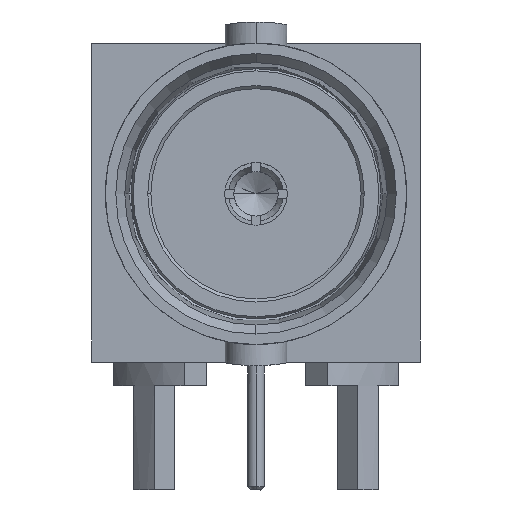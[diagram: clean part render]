
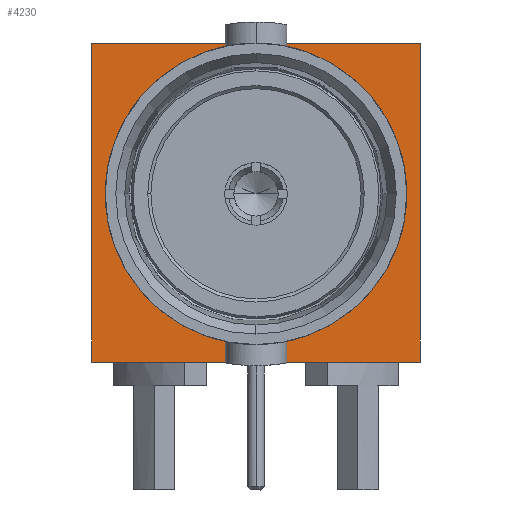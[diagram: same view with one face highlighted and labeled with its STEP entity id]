
A CAD part, left-side view. The second image highlights one B-rep face of the part: STEP entity #4230.
In plain terms, the highlighted planar face has unit normal (-1, 0, 0).
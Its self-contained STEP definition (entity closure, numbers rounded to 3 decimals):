
#82 = LINE ( 'NONE', #5184, #5894 ) ;
#146 = AXIS2_PLACEMENT_3D ( 'NONE', #5719, #3604, #3141 ) ;
#158 = VERTEX_POINT ( 'NONE', #4432 ) ;
#219 = EDGE_CURVE ( 'NONE', #158, #4923, #1529, .T. ) ;
#292 = CARTESIAN_POINT ( 'NONE',  ( 22.63, 9.32, -10.645 ) ) ;
#305 = DIRECTION ( 'NONE',  ( 0., 0., 1. ) ) ;
#513 = VERTEX_POINT ( 'NONE', #692 ) ;
#630 = AXIS2_PLACEMENT_3D ( 'NONE', #4949, #6162, #6716 ) ;
#692 = CARTESIAN_POINT ( 'NONE',  ( 22.63, 9.32, -0.435 ) ) ;
#768 = CARTESIAN_POINT ( 'NONE',  ( 22.63, 4.06, -10.645 ) ) ;
#811 = ORIENTED_EDGE ( 'NONE', *, *, #4454, .F. ) ;
#1157 = ORIENTED_EDGE ( 'NONE', *, *, #1793, .T. ) ;
#1162 = CARTESIAN_POINT ( 'NONE',  ( 22.63, -1.2, -5.489 ) ) ;
#1178 = CIRCLE ( 'NONE', #146, 4.825 ) ;
#1229 = EDGE_LOOP ( 'NONE', ( #1796, #3873, #3132, #811, #1157, #6054, #2540 ) ) ;
#1529 = LINE ( 'NONE', #1162, #3662 ) ;
#1535 = LINE ( 'NONE', #768, #3429 ) ;
#1776 = DIRECTION ( 'NONE',  ( 0., -1., 0. ) ) ;
#1793 = EDGE_CURVE ( 'NONE', #6586, #513, #5236, .T. ) ;
#1796 = ORIENTED_EDGE ( 'NONE', *, *, #219, .T. ) ;
#1907 = EDGE_CURVE ( 'NONE', #513, #6590, #5718, .T. ) ;
#1911 = CARTESIAN_POINT ( 'NONE',  ( 22.63, 4.06, -10.085 ) ) ;
#1999 = EDGE_CURVE ( 'NONE', #6590, #158, #1535, .T. ) ;
#2099 = VECTOR ( 'NONE', #2784, 1000. ) ;
#2107 = CARTESIAN_POINT ( 'NONE',  ( 22.63, -1.2, -0.435 ) ) ;
#2163 = DIRECTION ( 'NONE',  ( 0., 0., 1. ) ) ;
#2298 = CARTESIAN_POINT ( 'NONE',  ( 22.63, 9.32, -5.489 ) ) ;
#2540 = ORIENTED_EDGE ( 'NONE', *, *, #1999, .T. ) ;
#2633 = VERTEX_POINT ( 'NONE', #1911 ) ;
#2634 = EDGE_CURVE ( 'NONE', #2633, #6586, #6707, .T. ) ;
#2761 = VECTOR ( 'NONE', #5968, 1000. ) ;
#2784 = DIRECTION ( 'NONE',  ( 0., 1., 0. ) ) ;
#3132 = ORIENTED_EDGE ( 'NONE', *, *, #2634, .F. ) ;
#3141 = DIRECTION ( 'NONE',  ( 0., 0., 1. ) ) ;
#3176 = AXIS2_PLACEMENT_3D ( 'NONE', #3443, #6598, #305 ) ;
#3304 = CARTESIAN_POINT ( 'NONE',  ( 22.63, 4.06, -0.435 ) ) ;
#3331 = EDGE_CURVE ( 'NONE', #4923, #6586, #82, .T. ) ;
#3429 = VECTOR ( 'NONE', #1776, 1000. ) ;
#3443 = CARTESIAN_POINT ( 'NONE',  ( 22.63, 4.06, -5.26 ) ) ;
#3604 = DIRECTION ( 'NONE',  ( -1., 0., 0. ) ) ;
#3631 = DIRECTION ( 'NONE',  ( 0., 1., 0. ) ) ;
#3662 = VECTOR ( 'NONE', #2163, 1000. ) ;
#3873 = ORIENTED_EDGE ( 'NONE', *, *, #3331, .T. ) ;
#4230 = ADVANCED_FACE ( 'NONE', ( #6194 ), #4924, .T. ) ;
#4432 = CARTESIAN_POINT ( 'NONE',  ( 22.63, -1.2, -10.645 ) ) ;
#4454 = EDGE_CURVE ( 'NONE', #6586, #2633, #1178, .T. ) ;
#4923 = VERTEX_POINT ( 'NONE', #2107 ) ;
#4924 = PLANE ( 'NONE',  #630 ) ;
#4949 = CARTESIAN_POINT ( 'NONE',  ( 22.63, -1.2, -10.645 ) ) ;
#5184 = CARTESIAN_POINT ( 'NONE',  ( 22.63, 4.06, -0.435 ) ) ;
#5236 = LINE ( 'NONE', #3304, #2099 ) ;
#5718 = LINE ( 'NONE', #2298, #2761 ) ;
#5719 = CARTESIAN_POINT ( 'NONE',  ( 22.63, 4.06, -5.26 ) ) ;
#5894 = VECTOR ( 'NONE', #3631, 1000. ) ;
#5968 = DIRECTION ( 'NONE',  ( 0., 0., -1. ) ) ;
#6054 = ORIENTED_EDGE ( 'NONE', *, *, #1907, .T. ) ;
#6077 = CARTESIAN_POINT ( 'NONE',  ( 22.63, 4.06, -0.435 ) ) ;
#6162 = DIRECTION ( 'NONE',  ( -1., 0., 0. ) ) ;
#6194 = FACE_OUTER_BOUND ( 'NONE', #1229, .T. ) ;
#6586 = VERTEX_POINT ( 'NONE', #6077 ) ;
#6590 = VERTEX_POINT ( 'NONE', #292 ) ;
#6598 = DIRECTION ( 'NONE',  ( -1., 0., 0. ) ) ;
#6707 = CIRCLE ( 'NONE', #3176, 4.825 ) ;
#6716 = DIRECTION ( 'NONE',  ( 0., 0., 1. ) ) ;
